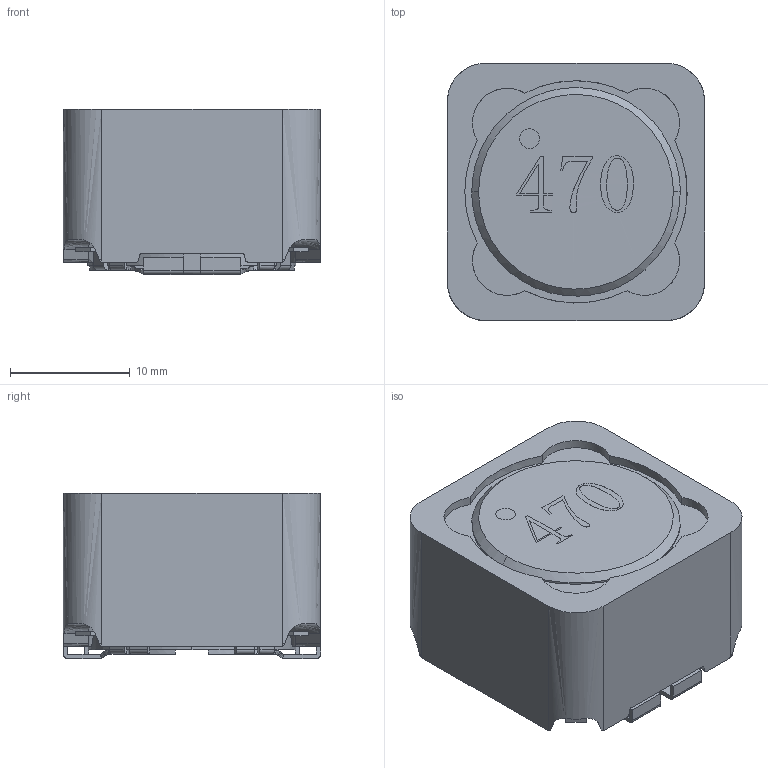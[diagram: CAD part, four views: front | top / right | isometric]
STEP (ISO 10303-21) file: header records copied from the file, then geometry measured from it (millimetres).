
FILE_DESCRIPTION(('FreeCAD Model'),'2;1');
FILE_NAME('Open CASCADE Shape Model','2025-04-29T06:23:04',('FreeCAD'),( 'FreeCAD'),'Open CASCADE STEP processor 7.6','FreeCAD','Unknown');
FILE_SCHEMA(('AUTOMOTIVE_DESIGN { 1 0 10303 214 1 1 1 1 }'));
Length unit declared in the file: millimetre
Products named in the file (1): Open CASCADE STEP translator 7.6 1
Bounding box: 21.51 x 21.52 x 13.81 mm (x, y, z)
Volume: 3340.5 mm3; surface area: 3685.9 mm2
Topology: 1 solids, 1 shells, 308 faces, 851 edges, 552 vertices
Faces by surface type: bspline 308
Entity records: 10681 total; most frequent: CARTESIAN_POINT 5789, ORIENTED_EDGE 1702, EDGE_CURVE 851, B_SPLINE_CURVE_WITH_KNOTS 626, VERTEX_POINT 552, FACE_BOUND 319, EDGE_LOOP 319, ADVANCED_FACE 308
